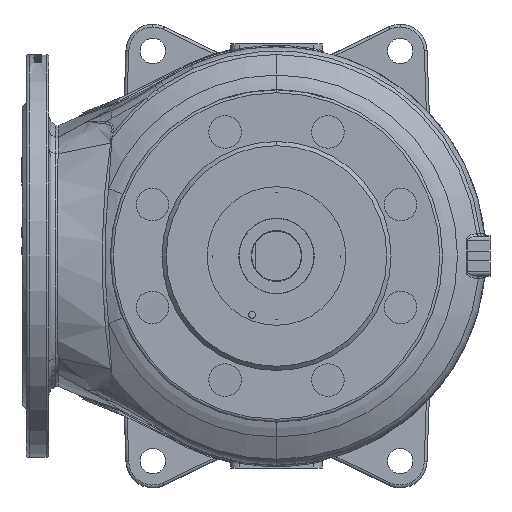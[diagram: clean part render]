
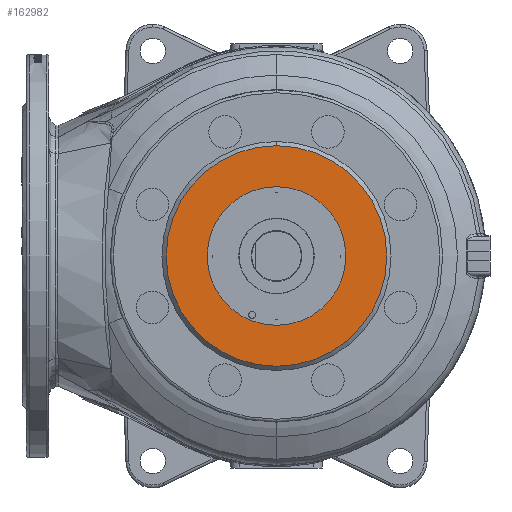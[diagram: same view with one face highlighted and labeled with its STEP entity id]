
A CAD part, front view. The second image highlights one B-rep face of the part: STEP entity #162982.
In plain terms, the highlighted planar face has unit normal (0, -1, 0).
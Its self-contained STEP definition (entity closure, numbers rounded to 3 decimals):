
#2467 = EDGE_LOOP ( 'NONE', ( #106484, #172830 ) ) ;
#6336 = DIRECTION ( 'NONE',  ( 0., 1., 0. ) ) ;
#7125 = CARTESIAN_POINT ( 'NONE',  ( 0., -220., 0. ) ) ;
#7369 = EDGE_CURVE ( 'NONE', #43250, #64371, #159559, .T. ) ;
#10266 = DIRECTION ( 'NONE',  ( 0., 0., -1. ) ) ;
#18780 = ORIENTED_EDGE ( 'NONE', *, *, #173991, .T. ) ;
#19165 = CARTESIAN_POINT ( 'NONE',  ( 0., -220., -78. ) ) ;
#22356 = DIRECTION ( 'NONE',  ( 0., 0., -1. ) ) ;
#26677 = CARTESIAN_POINT ( 'NONE',  ( 0., -220., 0. ) ) ;
#32114 = VERTEX_POINT ( 'NONE', #19165 ) ;
#32895 = AXIS2_PLACEMENT_3D ( 'NONE', #26677, #156906, #92798 ) ;
#34298 = DIRECTION ( 'NONE',  ( 0., 1., 0. ) ) ;
#42741 = PLANE ( 'NONE',  #32895 ) ;
#43250 = VERTEX_POINT ( 'NONE', #189938 ) ;
#47524 = AXIS2_PLACEMENT_3D ( 'NONE', #109469, #206628, #10266 ) ;
#51358 = CARTESIAN_POINT ( 'NONE',  ( 0., -220., 0. ) ) ;
#64371 = VERTEX_POINT ( 'NONE', #121879 ) ;
#80301 = AXIS2_PLACEMENT_3D ( 'NONE', #51358, #34298, #102572 ) ;
#88452 = AXIS2_PLACEMENT_3D ( 'NONE', #7125, #154389, #121347 ) ;
#92798 = DIRECTION ( 'NONE',  ( 0., 0., -1. ) ) ;
#95401 = VERTEX_POINT ( 'NONE', #115355 ) ;
#102572 = DIRECTION ( 'NONE',  ( 0., 0., -1. ) ) ;
#106484 = ORIENTED_EDGE ( 'NONE', *, *, #132556, .F. ) ;
#109469 = CARTESIAN_POINT ( 'NONE',  ( 0., -220., 0. ) ) ;
#115355 = CARTESIAN_POINT ( 'NONE',  ( 0., -220., 78. ) ) ;
#121347 = DIRECTION ( 'NONE',  ( 0., 0., -1. ) ) ;
#121879 = CARTESIAN_POINT ( 'NONE',  ( 0., -220., -49. ) ) ;
#128901 = AXIS2_PLACEMENT_3D ( 'NONE', #200600, #6336, #22356 ) ;
#132556 = EDGE_CURVE ( 'NONE', #95401, #32114, #148621, .T. ) ;
#140941 = FACE_OUTER_BOUND ( 'NONE', #2467, .T. ) ;
#148621 = CIRCLE ( 'NONE', #80301, 78. ) ;
#154389 = DIRECTION ( 'NONE',  ( 0., 1., 0. ) ) ;
#155301 = ORIENTED_EDGE ( 'NONE', *, *, #7369, .T. ) ;
#156906 = DIRECTION ( 'NONE',  ( 0., -1., 0. ) ) ;
#159559 = CIRCLE ( 'NONE', #128901, 49. ) ;
#162982 = ADVANCED_FACE ( 'NONE', ( #140941, #204944 ), #42741, .T. ) ;
#172830 = ORIENTED_EDGE ( 'NONE', *, *, #194156, .F. ) ;
#173991 = EDGE_CURVE ( 'NONE', #64371, #43250, #183752, .T. ) ;
#182219 = EDGE_LOOP ( 'NONE', ( #155301, #18780 ) ) ;
#183752 = CIRCLE ( 'NONE', #47524, 49. ) ;
#189938 = CARTESIAN_POINT ( 'NONE',  ( 0., -220., 49. ) ) ;
#194156 = EDGE_CURVE ( 'NONE', #32114, #95401, #211233, .T. ) ;
#200600 = CARTESIAN_POINT ( 'NONE',  ( 0., -220., 0. ) ) ;
#204944 = FACE_BOUND ( 'NONE', #182219, .T. ) ;
#206628 = DIRECTION ( 'NONE',  ( 0., 1., 0. ) ) ;
#211233 = CIRCLE ( 'NONE', #88452, 78. ) ;
